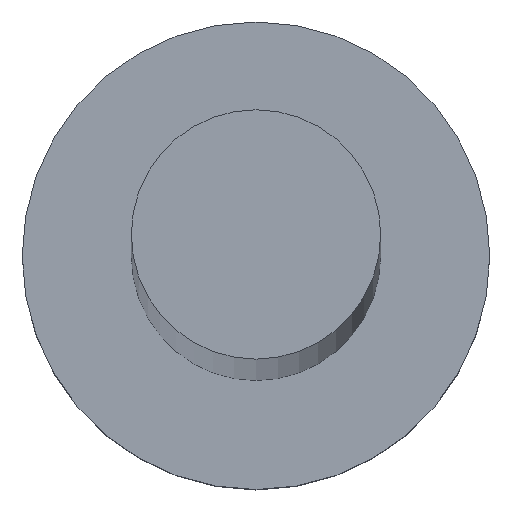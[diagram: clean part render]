
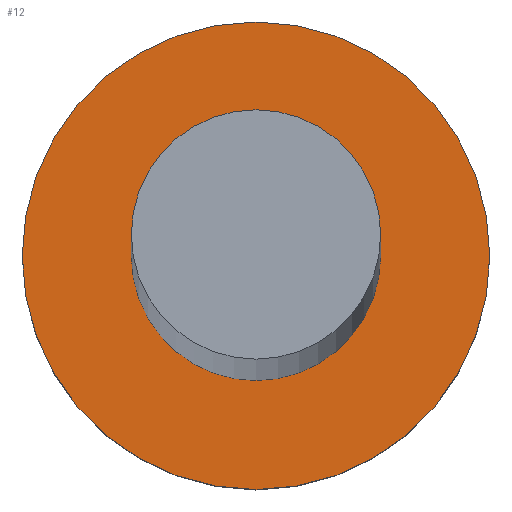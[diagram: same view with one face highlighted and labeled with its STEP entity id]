
A CAD part, top view. The second image highlights one B-rep face of the part: STEP entity #12.
In plain terms, the highlighted planar face has unit normal (0, 0, 1).
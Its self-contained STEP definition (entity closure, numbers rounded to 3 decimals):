
#4 = DIRECTION ( 'NONE',  ( 0., 0., 1. ) ) ;
#6 = ORIENTED_EDGE ( 'NONE', *, *, #98, .T. ) ;
#12 = ADVANCED_FACE ( 'NONE', ( #76, #202 ), #22, .T. ) ;
#17 = ORIENTED_EDGE ( 'NONE', *, *, #25, .F. ) ;
#22 = PLANE ( 'NONE',  #110 ) ;
#25 = EDGE_CURVE ( 'NONE', #173, #208, #167, .T. ) ;
#43 = ORIENTED_EDGE ( 'NONE', *, *, #83, .T. ) ;
#51 = DIRECTION ( 'NONE',  ( 0., 0., 1. ) ) ;
#58 = CARTESIAN_POINT ( 'NONE',  ( -3., 0., 3. ) ) ;
#61 = AXIS2_PLACEMENT_3D ( 'NONE', #197, #51, #87 ) ;
#74 = DIRECTION ( 'NONE',  ( 1., 0., 0. ) ) ;
#76 = FACE_BOUND ( 'NONE', #212, .T. ) ;
#78 = AXIS2_PLACEMENT_3D ( 'NONE', #146, #111, #186 ) ;
#83 = EDGE_CURVE ( 'NONE', #141, #156, #150, .T. ) ;
#85 = EDGE_CURVE ( 'NONE', #208, #173, #177, .T. ) ;
#87 = DIRECTION ( 'NONE',  ( 1., 0., 0. ) ) ;
#89 = AXIS2_PLACEMENT_3D ( 'NONE', #201, #4, #220 ) ;
#98 = EDGE_CURVE ( 'NONE', #156, #141, #242, .T. ) ;
#110 = AXIS2_PLACEMENT_3D ( 'NONE', #241, #149, #199 ) ;
#111 = DIRECTION ( 'NONE',  ( 0., 0., 1. ) ) ;
#112 = CARTESIAN_POINT ( 'NONE',  ( 3., 0., 3. ) ) ;
#116 = CARTESIAN_POINT ( 'NONE',  ( 1.6, 0., 3. ) ) ;
#126 = CARTESIAN_POINT ( 'NONE',  ( 0., 0., 3. ) ) ;
#141 = VERTEX_POINT ( 'NONE', #58 ) ;
#146 = CARTESIAN_POINT ( 'NONE',  ( 0., 0., 3. ) ) ;
#149 = DIRECTION ( 'NONE',  ( 0., 0., 1. ) ) ;
#150 = CIRCLE ( 'NONE', #182, 3. ) ;
#156 = VERTEX_POINT ( 'NONE', #112 ) ;
#167 = CIRCLE ( 'NONE', #89, 1.6 ) ;
#173 = VERTEX_POINT ( 'NONE', #188 ) ;
#177 = CIRCLE ( 'NONE', #61, 1.6 ) ;
#180 = ORIENTED_EDGE ( 'NONE', *, *, #85, .F. ) ;
#182 = AXIS2_PLACEMENT_3D ( 'NONE', #126, #240, #74 ) ;
#186 = DIRECTION ( 'NONE',  ( 1., 0., 0. ) ) ;
#188 = CARTESIAN_POINT ( 'NONE',  ( -1.6, 0., 3. ) ) ;
#197 = CARTESIAN_POINT ( 'NONE',  ( 0., 0., 3. ) ) ;
#199 = DIRECTION ( 'NONE',  ( 1., 0., 0. ) ) ;
#201 = CARTESIAN_POINT ( 'NONE',  ( 0., 0., 3. ) ) ;
#202 = FACE_OUTER_BOUND ( 'NONE', #243, .T. ) ;
#208 = VERTEX_POINT ( 'NONE', #116 ) ;
#212 = EDGE_LOOP ( 'NONE', ( #17, #180 ) ) ;
#220 = DIRECTION ( 'NONE',  ( 1., 0., 0. ) ) ;
#240 = DIRECTION ( 'NONE',  ( 0., 0., 1. ) ) ;
#241 = CARTESIAN_POINT ( 'NONE',  ( 0., 0., 3. ) ) ;
#242 = CIRCLE ( 'NONE', #78, 3. ) ;
#243 = EDGE_LOOP ( 'NONE', ( #43, #6 ) ) ;
